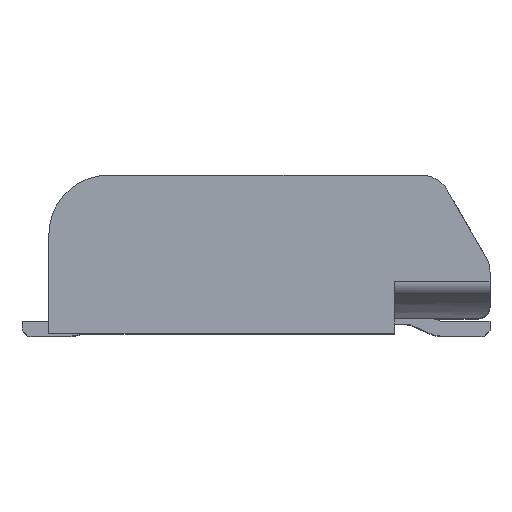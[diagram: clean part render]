
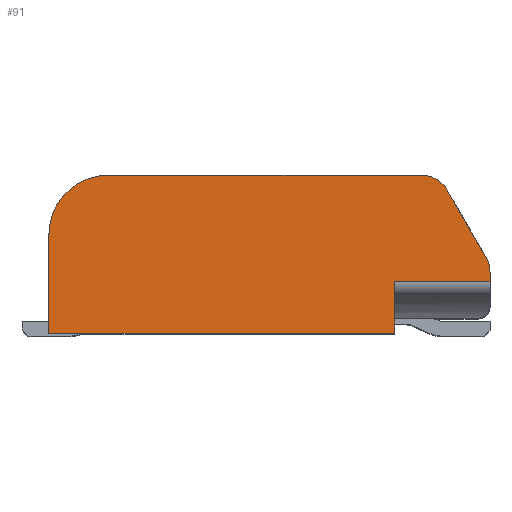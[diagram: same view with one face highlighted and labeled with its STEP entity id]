
A CAD part, top view. The second image highlights one B-rep face of the part: STEP entity #91.
In plain terms, the highlighted planar face has unit normal (0, 0, 1).
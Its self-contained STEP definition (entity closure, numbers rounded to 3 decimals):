
#91 = ADVANCED_FACE( '', ( #236 ), #237, .T. );
#236 = FACE_OUTER_BOUND( '', #506, .T. );
#237 = PLANE( '', #507 );
#506 = EDGE_LOOP( '', ( #858, #859, #860, #861, #862, #863, #864, #865, #866, #867 ) );
#507 = AXIS2_PLACEMENT_3D( '', #868, #869, #870 );
#858 = ORIENTED_EDGE( '', *, *, #1844, .F. );
#859 = ORIENTED_EDGE( '', *, *, #1818, .T. );
#860 = ORIENTED_EDGE( '', *, *, #1845, .T. );
#861 = ORIENTED_EDGE( '', *, *, #1846, .T. );
#862 = ORIENTED_EDGE( '', *, *, #1847, .T. );
#863 = ORIENTED_EDGE( '', *, *, #1848, .T. );
#864 = ORIENTED_EDGE( '', *, *, #1849, .T. );
#865 = ORIENTED_EDGE( '', *, *, #1850, .T. );
#866 = ORIENTED_EDGE( '', *, *, #1851, .T. );
#867 = ORIENTED_EDGE( '', *, *, #1852, .T. );
#868 = CARTESIAN_POINT( '', ( -6.4, 1.65, 8.9 ) );
#869 = DIRECTION( '', ( 0., 0., 1. ) );
#870 = DIRECTION( '', ( 1., 0., 0. ) );
#1818 = EDGE_CURVE( '', #2184, #2182, #2185, .T. );
#1844 = EDGE_CURVE( '', #2184, #2235, #2236, .T. );
#1845 = EDGE_CURVE( '', #2182, #2237, #2238, .T. );
#1846 = EDGE_CURVE( '', #2237, #2239, #2240, .T. );
#1847 = EDGE_CURVE( '', #2239, #2241, #2242, .T. );
#1848 = EDGE_CURVE( '', #2241, #2243, #2244, .T. );
#1849 = EDGE_CURVE( '', #2243, #2245, #2246, .T. );
#1850 = EDGE_CURVE( '', #2245, #2247, #2248, .T. );
#1851 = EDGE_CURVE( '', #2247, #2249, #2250, .T. );
#1852 = EDGE_CURVE( '', #2249, #2235, #2251, .T. );
#2182 = VERTEX_POINT( '', #2819 );
#2184 = VERTEX_POINT( '', #2821 );
#2185 = LINE( '', #2822, #2823 );
#2235 = VERTEX_POINT( '', #2897 );
#2236 = LINE( '', #2898, #2899 );
#2237 = VERTEX_POINT( '', #2900 );
#2238 = LINE( '', #2901, #2902 );
#2239 = VERTEX_POINT( '', #2903 );
#2240 = CIRCLE( '', #2904, 0.5 );
#2241 = VERTEX_POINT( '', #2905 );
#2242 = LINE( '', #2906, #2907 );
#2243 = VERTEX_POINT( '', #2908 );
#2244 = CIRCLE( '', #2909, 0.5 );
#2245 = VERTEX_POINT( '', #2910 );
#2246 = LINE( '', #2911, #2912 );
#2247 = VERTEX_POINT( '', #2913 );
#2248 = CIRCLE( '', #2914, 1. );
#2249 = VERTEX_POINT( '', #2915 );
#2250 = LINE( '', #2916, #2917 );
#2251 = LINE( '', #2918, #2919 );
#2819 = CARTESIAN_POINT( '', ( 0., 0.863, 8.9 ) );
#2821 = CARTESIAN_POINT( '', ( -1.6, 0.863, 8.9 ) );
#2822 = CARTESIAN_POINT( '', ( -1.6, 0.863, 8.9 ) );
#2823 = VECTOR( '', #3615, 1000. );
#2897 = CARTESIAN_POINT( '', ( -1.6, 0., 8.9 ) );
#2898 = CARTESIAN_POINT( '', ( -1.6, 0.863, 8.9 ) );
#2899 = VECTOR( '', #3643, 1000. );
#2900 = CARTESIAN_POINT( '', ( 0., 1.024, 8.9 ) );
#2901 = CARTESIAN_POINT( '', ( 0., 0.45, 8.9 ) );
#2902 = VECTOR( '', #3644, 1000. );
#2903 = CARTESIAN_POINT( '', ( -0.067, 1.274, 8.9 ) );
#2904 = AXIS2_PLACEMENT_3D( '', #3645, #3646, #3647 );
#2905 = CARTESIAN_POINT( '', ( -0.717, 2.4, 8.9 ) );
#2906 = CARTESIAN_POINT( '', ( -0.067, 1.274, 8.9 ) );
#2907 = VECTOR( '', #3648, 1000. );
#2908 = CARTESIAN_POINT( '', ( -1.15, 2.65, 8.9 ) );
#2909 = AXIS2_PLACEMENT_3D( '', #3649, #3650, #3651 );
#2910 = CARTESIAN_POINT( '', ( -6.4, 2.65, 8.9 ) );
#2911 = CARTESIAN_POINT( '', ( -1.15, 2.65, 8.9 ) );
#2912 = VECTOR( '', #3652, 1000. );
#2913 = CARTESIAN_POINT( '', ( -7.4, 1.65, 8.9 ) );
#2914 = AXIS2_PLACEMENT_3D( '', #3653, #3654, #3655 );
#2915 = CARTESIAN_POINT( '', ( -7.4, 0., 8.9 ) );
#2916 = CARTESIAN_POINT( '', ( -7.4, 1.65, 8.9 ) );
#2917 = VECTOR( '', #3656, 1000. );
#2918 = CARTESIAN_POINT( '', ( -7.4, 0., 8.9 ) );
#2919 = VECTOR( '', #3657, 1000. );
#3615 = DIRECTION( '', ( 1., 0., 0. ) );
#3643 = DIRECTION( '', ( 0., -1., 0. ) );
#3644 = DIRECTION( '', ( 0., 1., 0. ) );
#3645 = CARTESIAN_POINT( '', ( -0.5, 1.024, 8.9 ) );
#3646 = DIRECTION( '', ( 0., 0., 1. ) );
#3647 = DIRECTION( '', ( 1., 0., 0. ) );
#3648 = DIRECTION( '', ( -0.5, 0.866, 0. ) );
#3649 = CARTESIAN_POINT( '', ( -1.15, 2.15, 8.9 ) );
#3650 = DIRECTION( '', ( 0., 0., 1. ) );
#3651 = DIRECTION( '', ( 1., 0., 0. ) );
#3652 = DIRECTION( '', ( -1., 0., 0. ) );
#3653 = CARTESIAN_POINT( '', ( -6.4, 1.65, 8.9 ) );
#3654 = DIRECTION( '', ( 0., 0., 1. ) );
#3655 = DIRECTION( '', ( 1., 0., 0. ) );
#3656 = DIRECTION( '', ( 0., -1., 0. ) );
#3657 = DIRECTION( '', ( 1., 0., 0. ) );
